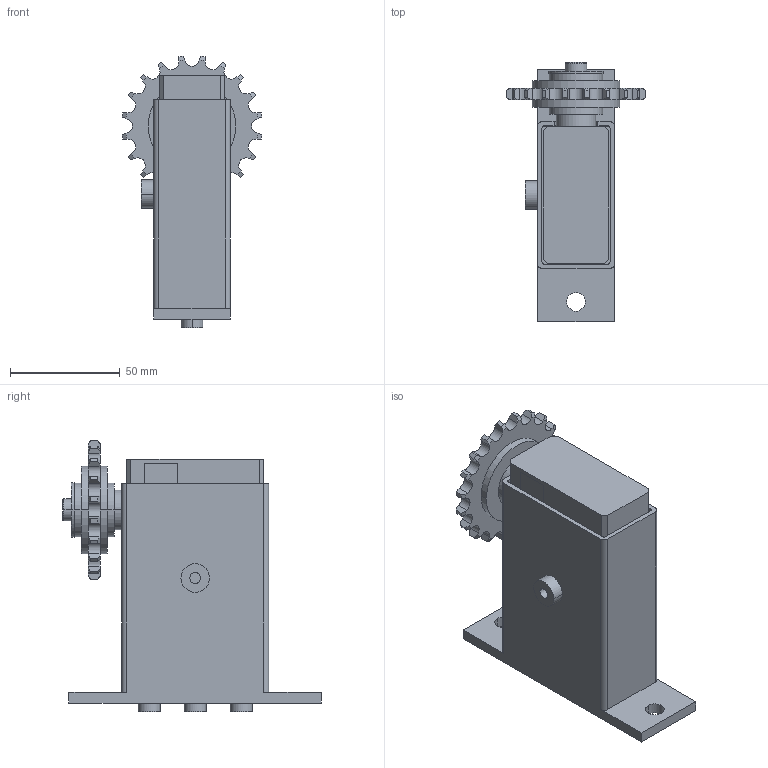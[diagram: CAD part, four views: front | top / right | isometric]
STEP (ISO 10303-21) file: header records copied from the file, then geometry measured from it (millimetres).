
FILE_DESCRIPTION(('STEP AP214'),'1');
FILE_NAME('cctmp_1E89776F-ED89-4E92-B1AA-9B219D67D59D_2023_6_23_12_17_50_994..stp','2023-06-23T10:17:51',('Murtfeldt Kunststoffe GmbH & Co.KG'),('CADClick - www.CADClick.com'),'Spatial InterOp 3D',' ','unknown authorization');
FILE_SCHEMA(('AUTOMOTIVE_DESIGN'));
Length unit declared in the file: millimetre
Products named in the file (1): 1
Bounding box: 63.68 x 117.9 x 123.84 mm (x, y, z)
Volume: 259806.7 mm3; surface area: 79871.3 mm2
Topology: 5 solids, 7 shells, 256 faces, 667 edges, 440 vertices
Faces by surface type: plane 117, cylinder 89, cone 46, torus 4
Entity records: 9926 total; most frequent: CARTESIAN_POINT 1526, DIRECTION 1336, ORIENTED_EDGE 1330, EDGE_CURVE 665, AXIS2_PLACEMENT_3D 490, VERTEX_POINT 440, LINE 356, VECTOR 356
